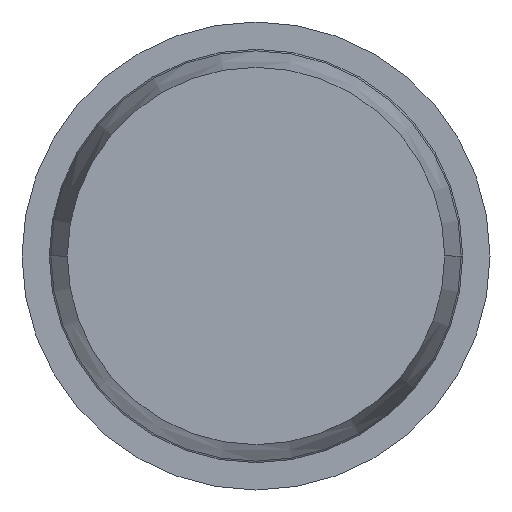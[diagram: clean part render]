
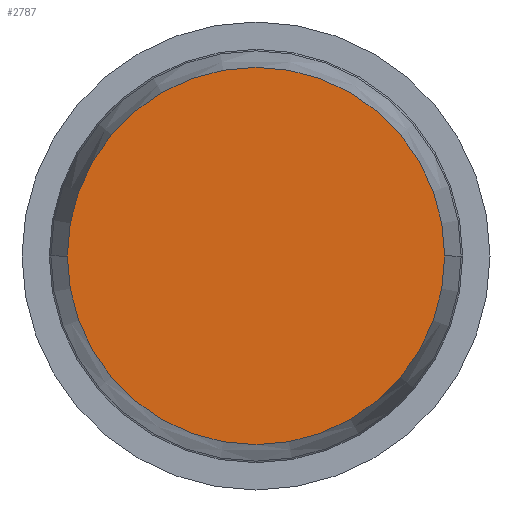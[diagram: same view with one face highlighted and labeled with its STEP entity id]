
A CAD part, front view. The second image highlights one B-rep face of the part: STEP entity #2787.
In plain terms, the highlighted planar face has unit normal (0, -1, 0).
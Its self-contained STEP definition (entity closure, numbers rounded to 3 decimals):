
#65 = DIRECTION ( 'NONE',  ( 0., -1., 0. ) ) ;
#223 = DIRECTION ( 'NONE',  ( 0., -1., 0. ) ) ;
#468 = DIRECTION ( 'NONE',  ( 1., 0., 0. ) ) ;
#735 = PLANE ( 'NONE',  #1118 ) ;
#752 = CARTESIAN_POINT ( 'NONE',  ( 0., -19., 0. ) ) ;
#899 = DIRECTION ( 'NONE',  ( 1., 0., 0. ) ) ;
#961 = ORIENTED_EDGE ( 'NONE', *, *, #2669, .T. ) ;
#1118 = AXIS2_PLACEMENT_3D ( 'NONE', #752, #1843, #2944 ) ;
#1133 = CARTESIAN_POINT ( 'NONE',  ( 1.209, -19., 0. ) ) ;
#1170 = EDGE_LOOP ( 'NONE', ( #1306, #961 ) ) ;
#1267 = CARTESIAN_POINT ( 'NONE',  ( 0., -19., 0. ) ) ;
#1306 = ORIENTED_EDGE ( 'NONE', *, *, #2921, .T. ) ;
#1386 = VERTEX_POINT ( 'NONE', #1133 ) ;
#1520 = CIRCLE ( 'NONE', #2893, 1.209 ) ;
#1531 = CARTESIAN_POINT ( 'NONE',  ( -1.209, -19., 0. ) ) ;
#1688 = CARTESIAN_POINT ( 'NONE',  ( 0., -19., 0. ) ) ;
#1698 = AXIS2_PLACEMENT_3D ( 'NONE', #1267, #223, #468 ) ;
#1843 = DIRECTION ( 'NONE',  ( 0., -1., 0. ) ) ;
#2382 = VERTEX_POINT ( 'NONE', #1531 ) ;
#2669 = EDGE_CURVE ( 'Defeature ausgef�hrt1_0+Defeature ausgef�hrt1_10+Defeature ausgef�hrt1_10+Defeature ausgef�hrt1_10', #1386, #2382, #2777, .T. ) ;
#2777 = CIRCLE ( 'NONE', #1698, 1.209 ) ;
#2787 = ADVANCED_FACE ( 'Defeature ausgef�hrt1_0', ( #3223 ), #735, .T. ) ;
#2893 = AXIS2_PLACEMENT_3D ( 'NONE', #1688, #65, #899 ) ;
#2921 = EDGE_CURVE ( 'Defeature ausgef�hrt1_0+Defeature ausgef�hrt1_10+Defeature ausgef�hrt1_10+Defeature ausgef�hrt1_10', #2382, #1386, #1520, .T. ) ;
#2944 = DIRECTION ( 'NONE',  ( 1., 0., 0. ) ) ;
#3223 = FACE_OUTER_BOUND ( 'NONE', #1170, .T. ) ;
